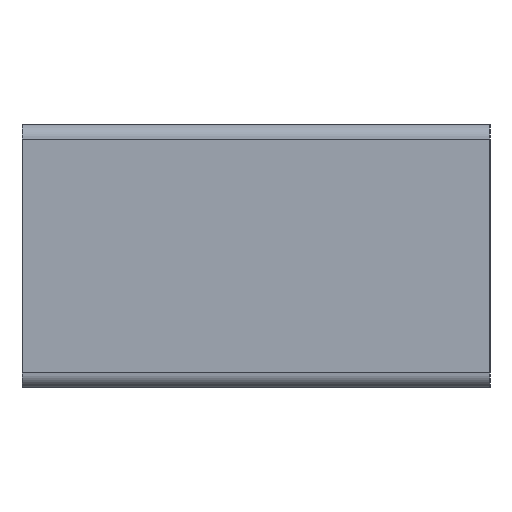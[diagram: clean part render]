
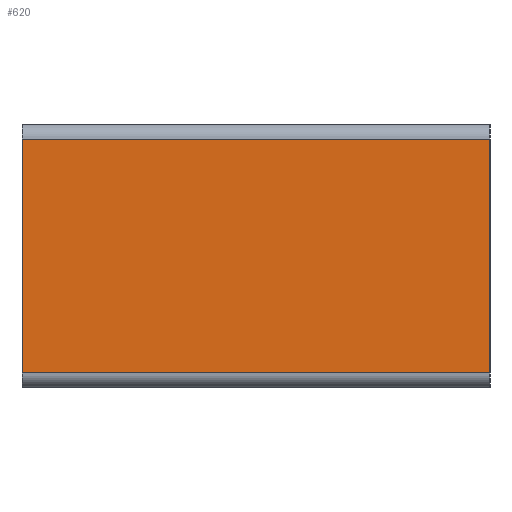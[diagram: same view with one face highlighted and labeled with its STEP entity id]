
A CAD part, left-side view. The second image highlights one B-rep face of the part: STEP entity #620.
In plain terms, the highlighted planar face has unit normal (-1, 0, 0).
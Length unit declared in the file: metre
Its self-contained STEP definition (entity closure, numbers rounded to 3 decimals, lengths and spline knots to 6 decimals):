
#143=ORIENTED_EDGE('',*,*,#257,.F.);
#144=ORIENTED_EDGE('',*,*,#258,.T.);
#145=ORIENTED_EDGE('',*,*,#259,.T.);
#146=ORIENTED_EDGE('',*,*,#260,.T.);
#257=EDGE_CURVE('',#323,#324,#393,.T.);
#258=EDGE_CURVE('',#323,#325,#394,.T.);
#259=EDGE_CURVE('',#325,#326,#395,.T.);
#260=EDGE_CURVE('',#326,#324,#396,.F.);
#323=VERTEX_POINT('',#1026);
#324=VERTEX_POINT('',#1027);
#325=VERTEX_POINT('',#1029);
#326=VERTEX_POINT('',#1031);
#393=LINE('',#1025,#469);
#394=LINE('',#1028,#470);
#395=LINE('',#1030,#471);
#396=LINE('',#1032,#472);
#469=VECTOR('',#847,1.);
#470=VECTOR('',#848,1.);
#471=VECTOR('',#849,1.);
#472=VECTOR('',#850,1.);
#516=EDGE_LOOP('',(#143,#144,#145,#146));
#552=FACE_BOUND('',#516,.T.);
#586=PLANE('',#710);
#620=ADVANCED_FACE('',(#552),#586,.F.);
#710=AXIS2_PLACEMENT_3D('',#1024,#845,#846);
#845=DIRECTION('',(1.,0.,0.));
#846=DIRECTION('',(0.,0.,-1.));
#847=DIRECTION('',(0.,0.,-1.));
#848=DIRECTION('',(0.,1.,0.));
#849=DIRECTION('',(0.,0.,-1.));
#850=DIRECTION('',(0.,1.,0.));
#1024=CARTESIAN_POINT('',(-0.0008,-0.0004,0.000225));
#1025=CARTESIAN_POINT('',(-0.0008,-0.0004,0.000225));
#1026=CARTESIAN_POINT('',(-0.0008,-0.0004,0.000425));
#1027=CARTESIAN_POINT('',(-0.0008,-0.0004,0.000025));
#1028=CARTESIAN_POINT('',(-0.0008,0.0004,0.000425));
#1029=CARTESIAN_POINT('',(-0.0008,0.0004,0.000425));
#1030=CARTESIAN_POINT('',(-0.0008,0.0004,0.000225));
#1031=CARTESIAN_POINT('',(-0.0008,0.0004,0.000025));
#1032=CARTESIAN_POINT('',(-0.0008,-0.0004,0.000025));
